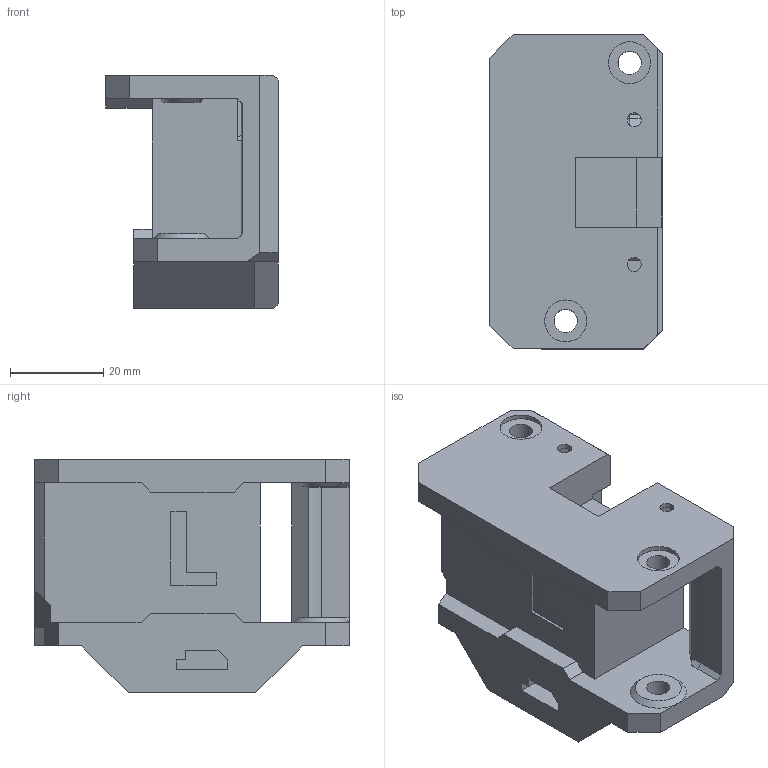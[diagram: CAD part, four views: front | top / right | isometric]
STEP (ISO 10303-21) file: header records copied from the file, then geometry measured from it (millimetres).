
FILE_DESCRIPTION(/* description */ ('STEP AP214'),/* implementation_level */ '2;1');
FILE_NAME(/* name */ '603d0c7049b6bd168578ac64',/* time_stamp */ '2021-03-01T15:46:57+00:00',/* author */ (''),/* organization */ (''),/* preprocessor_version */ 'ST-DEVELOPER v18.1',/* originating_system */ ' ',/* authorisation */ ' ');
FILE_SCHEMA (('AUTOMOTIVE_DESIGN {1 0 10303 214 3 1 1}'));
Length unit declared in the file: metre
Products named in the file (1): xy_joiner_left
Bounding box: 37 x 67.35 x 50 mm (x, y, z)
Volume: 59065.9 mm3; surface area: 17358 mm2
Topology: 1 solids, 1 shells, 144 faces, 398 edges, 264 vertices
Faces by surface type: plane 120, cylinder 14, cone 10
Full cylindrical faces by diameter (mm): 3 x2, 5 x4, 5.1 x4, 9 x2
Entity records: 4445 total; most frequent: CARTESIAN_POINT 789, ORIENTED_EDGE 746, DIRECTION 699, EDGE_CURVE 373, LINE 327, VECTOR 327, VERTEX_POINT 256, EDGE_LOOP 187
